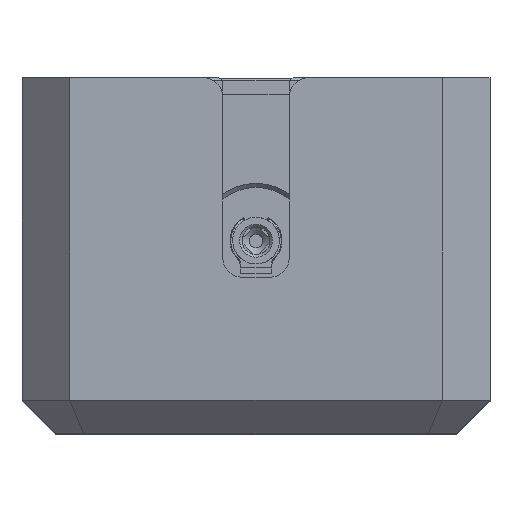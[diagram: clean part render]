
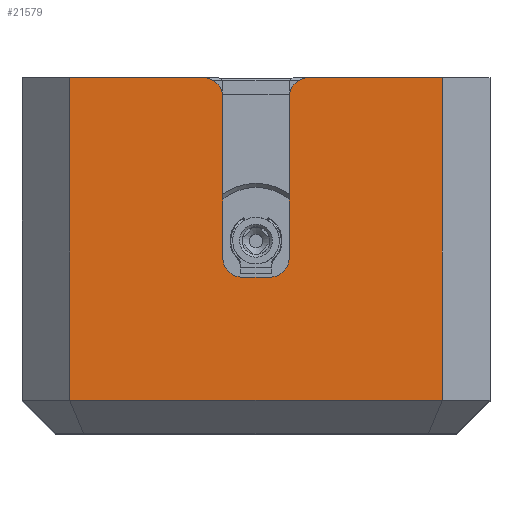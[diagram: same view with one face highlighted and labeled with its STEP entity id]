
A CAD part, top view. The second image highlights one B-rep face of the part: STEP entity #21579.
In plain terms, the highlighted planar face has unit normal (0, 0, 1).
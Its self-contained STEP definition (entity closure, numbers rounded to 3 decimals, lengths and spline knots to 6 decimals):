
#805=PLANE('',#22917);
#1571=CIRCLE('',#22918,0.003);
#1572=CIRCLE('',#22919,0.003);
#1573=CIRCLE('',#22920,0.003);
#1574=CIRCLE('',#22921,0.003);
#2543=ORIENTED_EDGE('',*,*,#9057,.F.);
#2544=ORIENTED_EDGE('',*,*,#9058,.T.);
#2545=ORIENTED_EDGE('',*,*,#9059,.F.);
#2546=ORIENTED_EDGE('',*,*,#9060,.T.);
#2547=ORIENTED_EDGE('',*,*,#9061,.T.);
#2548=ORIENTED_EDGE('',*,*,#9062,.F.);
#2549=ORIENTED_EDGE('',*,*,#9063,.T.);
#2550=ORIENTED_EDGE('',*,*,#9064,.T.);
#2551=ORIENTED_EDGE('',*,*,#9065,.T.);
#2552=ORIENTED_EDGE('',*,*,#9066,.T.);
#2553=ORIENTED_EDGE('',*,*,#9067,.T.);
#2554=ORIENTED_EDGE('',*,*,#9068,.T.);
#9057=EDGE_CURVE('',#12286,#12287,#14492,.T.);
#9058=EDGE_CURVE('',#12286,#12288,#1571,.T.);
#9059=EDGE_CURVE('',#12289,#12288,#14493,.T.);
#9060=EDGE_CURVE('',#12289,#12290,#14494,.T.);
#9061=EDGE_CURVE('',#12290,#12291,#14495,.T.);
#9062=EDGE_CURVE('',#12292,#12291,#14496,.T.);
#9063=EDGE_CURVE('',#12292,#12293,#14497,.T.);
#9064=EDGE_CURVE('',#12293,#12294,#1572,.T.);
#9065=EDGE_CURVE('',#12294,#12295,#14498,.T.);
#9066=EDGE_CURVE('',#12295,#12296,#1573,.F.);
#9067=EDGE_CURVE('',#12296,#12297,#14499,.T.);
#9068=EDGE_CURVE('',#12297,#12287,#1574,.F.);
#12286=VERTEX_POINT('',#30938);
#12287=VERTEX_POINT('',#30939);
#12288=VERTEX_POINT('',#30941);
#12289=VERTEX_POINT('',#30943);
#12290=VERTEX_POINT('',#30945);
#12291=VERTEX_POINT('',#30947);
#12292=VERTEX_POINT('',#30949);
#12293=VERTEX_POINT('',#30951);
#12294=VERTEX_POINT('',#30953);
#12295=VERTEX_POINT('',#30955);
#12296=VERTEX_POINT('',#30957);
#12297=VERTEX_POINT('',#30959);
#14492=LINE('',#30937,#16451);
#14493=LINE('',#30942,#16452);
#14494=LINE('',#30944,#16453);
#14495=LINE('',#30946,#16454);
#14496=LINE('',#30948,#16455);
#14497=LINE('',#30950,#16456);
#14498=LINE('',#30954,#16457);
#14499=LINE('',#30958,#16458);
#16451=VECTOR('',#25107,1.);
#16452=VECTOR('',#25110,1.);
#16453=VECTOR('',#25111,1.);
#16454=VECTOR('',#25112,1.);
#16455=VECTOR('',#25113,1.);
#16456=VECTOR('',#25114,1.);
#16457=VECTOR('',#25117,1.);
#16458=VECTOR('',#25120,1.);
#18341=EDGE_LOOP('',(#2543,#2544,#2545,#2546,#2547,#2548,#2549,#2550,#2551,
#2552,#2553,#2554));
#19831=FACE_BOUND('',#18341,.T.);
#21579=ADVANCED_FACE('',(#19831),#805,.T.);
#22917=AXIS2_PLACEMENT_3D('',#30936,#25105,#25106);
#22918=AXIS2_PLACEMENT_3D('',#30940,#25108,#25109);
#22919=AXIS2_PLACEMENT_3D('',#30952,#25115,#25116);
#22920=AXIS2_PLACEMENT_3D('',#30956,#25118,#25119);
#22921=AXIS2_PLACEMENT_3D('',#30960,#25121,#25122);
#25105=DIRECTION('',(0.,0.,1.));
#25106=DIRECTION('',(1.,0.,0.));
#25107=DIRECTION('',(0.,-1.,0.));
#25108=DIRECTION('',(0.,0.,1.));
#25109=DIRECTION('',(1.,0.,0.));
#25110=DIRECTION('',(1.,0.,0.));
#25111=DIRECTION('',(0.,-1.,0.));
#25112=DIRECTION('',(1.,0.,0.));
#25113=DIRECTION('',(0.,-1.,0.));
#25114=DIRECTION('',(-1.,0.,0.));
#25115=DIRECTION('',(0.,0.,1.));
#25116=DIRECTION('',(1.,0.,0.));
#25117=DIRECTION('',(0.,-1.,0.));
#25118=DIRECTION('',(0.,0.,1.));
#25119=DIRECTION('',(1.,0.,0.));
#25120=DIRECTION('',(-1.,0.,0.));
#25121=DIRECTION('',(0.,0.,1.));
#25122=DIRECTION('',(1.,0.,0.));
#30936=CARTESIAN_POINT('',(0.,-0.00225,0.01295));
#30937=CARTESIAN_POINT('',(-0.005,0.0095,0.01295));
#30938=CARTESIAN_POINT('',(-0.005,0.0215,0.01295));
#30939=CARTESIAN_POINT('',(-0.005,-0.0025,0.01295));
#30940=CARTESIAN_POINT('',(-0.008,0.0215,0.01295));
#30941=CARTESIAN_POINT('',(-0.008,0.0245,0.01295));
#30942=CARTESIAN_POINT('',(-0.027999,0.0245,0.01295));
#30943=CARTESIAN_POINT('',(-0.027978,0.0245,0.01295));
#30944=CARTESIAN_POINT('',(-0.027978,0.024502,0.01295));
#30945=CARTESIAN_POINT('',(-0.027978,-0.024,0.01295));
#30946=CARTESIAN_POINT('',(0.,-0.024,0.01295));
#30947=CARTESIAN_POINT('',(0.027978,-0.024,0.01295));
#30948=CARTESIAN_POINT('',(0.027978,0.024502,0.01295));
#30949=CARTESIAN_POINT('',(0.027978,0.0245,0.01295));
#30950=CARTESIAN_POINT('',(0.027999,0.0245,0.01295));
#30951=CARTESIAN_POINT('',(0.008,0.0245,0.01295));
#30952=CARTESIAN_POINT('',(0.008,0.0215,0.01295));
#30953=CARTESIAN_POINT('',(0.005,0.0215,0.01295));
#30954=CARTESIAN_POINT('',(0.005,0.0095,0.01295));
#30955=CARTESIAN_POINT('',(0.005,-0.0025,0.01295));
#30956=CARTESIAN_POINT('',(0.002,-0.0025,0.01295));
#30957=CARTESIAN_POINT('',(0.002,-0.0055,0.01295));
#30958=CARTESIAN_POINT('',(0.,-0.0055,0.01295));
#30959=CARTESIAN_POINT('',(-0.002,-0.0055,0.01295));
#30960=CARTESIAN_POINT('',(-0.002,-0.0025,0.01295));
